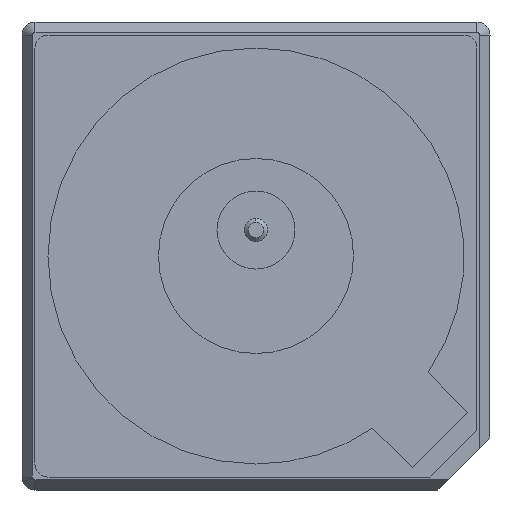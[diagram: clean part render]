
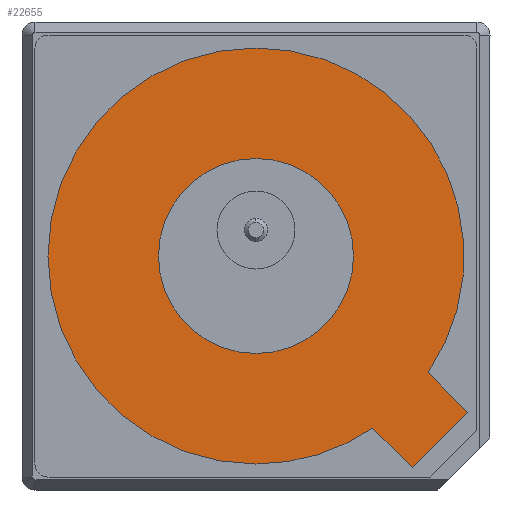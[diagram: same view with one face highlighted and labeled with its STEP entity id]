
A CAD part, front view. The second image highlights one B-rep face of the part: STEP entity #22655.
In plain terms, the highlighted planar face has unit normal (0, -1, 0).
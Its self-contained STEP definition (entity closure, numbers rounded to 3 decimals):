
#39 = EDGE_CURVE ( 'NONE', #4442, #4019, #9312, .T. ) ;
#347 = EDGE_CURVE ( 'NONE', #17709, #17942, #21866, .T. ) ;
#1359 = CARTESIAN_POINT ( 'NONE',  ( 8.13, 0., -6.009 ) ) ;
#2625 = CIRCLE ( 'NONE', #11131, 8. ) ;
#2652 = DIRECTION ( 'NONE',  ( 0.707, 0., 0.707 ) ) ;
#2736 = EDGE_LOOP ( 'NONE', ( #14591, #13844, #24057, #19055, #3449, #6113 ) ) ;
#2785 = DIRECTION ( 'NONE',  ( 0.707, 0., -0.707 ) ) ;
#3449 = ORIENTED_EDGE ( 'NONE', *, *, #9785, .F. ) ;
#3486 = AXIS2_PLACEMENT_3D ( 'NONE', #11403, #22095, #13657 ) ;
#4019 = VERTEX_POINT ( 'NONE', #12629 ) ;
#4345 = DIRECTION ( 'NONE',  ( 0., 1., 0. ) ) ;
#4422 = CIRCLE ( 'NONE', #7333, 8. ) ;
#4442 = VERTEX_POINT ( 'NONE', #19982 ) ;
#4724 = VERTEX_POINT ( 'NONE', #6654 ) ;
#5189 = AXIS2_PLACEMENT_3D ( 'NONE', #10762, #4345, #25764 ) ;
#5970 = EDGE_CURVE ( 'NONE', #4724, #17709, #25519, .T. ) ;
#6113 = ORIENTED_EDGE ( 'NONE', *, *, #19980, .F. ) ;
#6654 = CARTESIAN_POINT ( 'NONE',  ( 6.009, 0., -8.13 ) ) ;
#7333 = AXIS2_PLACEMENT_3D ( 'NONE', #22466, #10008, #16595 ) ;
#7798 = VECTOR ( 'NONE', #20711, 1000. ) ;
#7866 = CARTESIAN_POINT ( 'NONE',  ( 0., 0., 8. ) ) ;
#9312 = CIRCLE ( 'NONE', #21043, 3.75 ) ;
#9582 = EDGE_CURVE ( 'NONE', #12793, #4724, #20387, .T. ) ;
#9785 = EDGE_CURVE ( 'NONE', #21681, #17942, #2625, .T. ) ;
#10008 = DIRECTION ( 'NONE',  ( 0., 1., 0. ) ) ;
#10762 = CARTESIAN_POINT ( 'NONE',  ( 0., 0., 0. ) ) ;
#10777 = DIRECTION ( 'NONE',  ( 0., 1., 0. ) ) ;
#11131 = AXIS2_PLACEMENT_3D ( 'NONE', #14417, #25222, #27118 ) ;
#11403 = CARTESIAN_POINT ( 'NONE',  ( 0., 0., 0. ) ) ;
#12453 = CIRCLE ( 'NONE', #23553, 8. ) ;
#12533 = VERTEX_POINT ( 'NONE', #20446 ) ;
#12629 = CARTESIAN_POINT ( 'NONE',  ( 0., 0., 3.75 ) ) ;
#12750 = CARTESIAN_POINT ( 'NONE',  ( 0., 0., 0. ) ) ;
#12793 = VERTEX_POINT ( 'NONE', #14415 ) ;
#13657 = DIRECTION ( 'NONE',  ( 0., 0., -1. ) ) ;
#13844 = ORIENTED_EDGE ( 'NONE', *, *, #9582, .T. ) ;
#14212 = ORIENTED_EDGE ( 'NONE', *, *, #25024, .T. ) ;
#14362 = DIRECTION ( 'NONE',  ( 0., 0., -1. ) ) ;
#14415 = CARTESIAN_POINT ( 'NONE',  ( 4.496, 0., -6.617 ) ) ;
#14417 = CARTESIAN_POINT ( 'NONE',  ( 0., 0., 0. ) ) ;
#14421 = EDGE_LOOP ( 'NONE', ( #23639, #14212 ) ) ;
#14591 = ORIENTED_EDGE ( 'NONE', *, *, #16150, .F. ) ;
#14944 = PLANE ( 'NONE',  #5189 ) ;
#15042 = DIRECTION ( 'NONE',  ( 0., 0., -1. ) ) ;
#16150 = EDGE_CURVE ( 'NONE', #12793, #12533, #4422, .T. ) ;
#16595 = DIRECTION ( 'NONE',  ( 0., 0., -1. ) ) ;
#16645 = VECTOR ( 'NONE', #2785, 1000. ) ;
#17709 = VERTEX_POINT ( 'NONE', #1359 ) ;
#17942 = VERTEX_POINT ( 'NONE', #26403 ) ;
#18553 = CARTESIAN_POINT ( 'NONE',  ( 0., 0., 0. ) ) ;
#19055 = ORIENTED_EDGE ( 'NONE', *, *, #347, .T. ) ;
#19980 = EDGE_CURVE ( 'NONE', #12533, #21681, #12453, .T. ) ;
#19982 = CARTESIAN_POINT ( 'NONE',  ( 0., 0., -3.75 ) ) ;
#20387 = LINE ( 'NONE', #26374, #16645 ) ;
#20446 = CARTESIAN_POINT ( 'NONE',  ( 0., 0., -8. ) ) ;
#20483 = VECTOR ( 'NONE', #2652, 1000. ) ;
#20711 = DIRECTION ( 'NONE',  ( -0.707, 0., 0.707 ) ) ;
#21043 = AXIS2_PLACEMENT_3D ( 'NONE', #18553, #25075, #14362 ) ;
#21681 = VERTEX_POINT ( 'NONE', #7866 ) ;
#21866 = LINE ( 'NONE', #25041, #7798 ) ;
#22095 = DIRECTION ( 'NONE',  ( 0., 1., 0. ) ) ;
#22111 = CARTESIAN_POINT ( 'NONE',  ( 6.009, 0., -8.13 ) ) ;
#22466 = CARTESIAN_POINT ( 'NONE',  ( 0., 0., 0. ) ) ;
#22655 = ADVANCED_FACE ( 'N', ( #25590, #23897 ), #14944, .F. ) ;
#23553 = AXIS2_PLACEMENT_3D ( 'NONE', #12750, #10777, #15042 ) ;
#23617 = CIRCLE ( 'NONE', #3486, 3.75 ) ;
#23639 = ORIENTED_EDGE ( 'NONE', *, *, #39, .T. ) ;
#23897 = FACE_OUTER_BOUND ( 'NONE', #2736, .T. ) ;
#24057 = ORIENTED_EDGE ( 'NONE', *, *, #5970, .T. ) ;
#25024 = EDGE_CURVE ( 'NONE', #4019, #4442, #23617, .T. ) ;
#25041 = CARTESIAN_POINT ( 'NONE',  ( 6.617, 0., -4.496 ) ) ;
#25075 = DIRECTION ( 'NONE',  ( 0., 1., 0. ) ) ;
#25222 = DIRECTION ( 'NONE',  ( 0., 1., 0. ) ) ;
#25519 = LINE ( 'NONE', #22111, #20483 ) ;
#25590 = FACE_BOUND ( 'NONE', #14421, .T. ) ;
#25764 = DIRECTION ( 'NONE',  ( 0., 0., 1. ) ) ;
#26374 = CARTESIAN_POINT ( 'NONE',  ( 4.496, 0., -6.617 ) ) ;
#26403 = CARTESIAN_POINT ( 'NONE',  ( 6.617, 0., -4.496 ) ) ;
#27118 = DIRECTION ( 'NONE',  ( 0., 0., -1. ) ) ;
